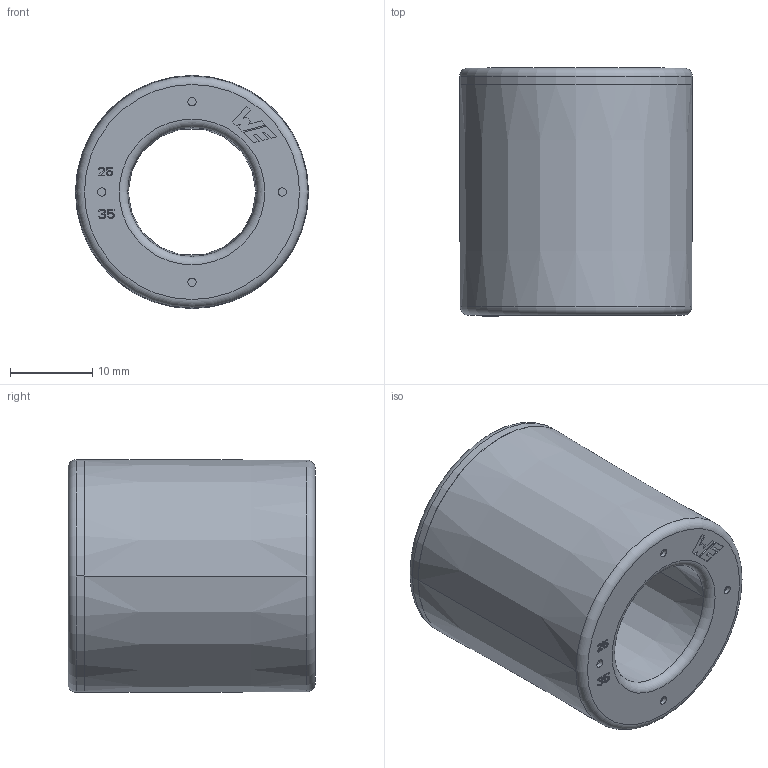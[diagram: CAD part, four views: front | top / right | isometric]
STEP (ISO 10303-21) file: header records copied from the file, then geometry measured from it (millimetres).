
FILE_DESCRIPTION(/* description */ ('Unknown'),/* implementation_level */ '2;1');
FILE_NAME(/* name */ 'After_782163151300_Rev3.0',/* time_stamp */ '2025-11-27T14:00:57+01:00',/* author */ ('Unknown'),/* organization */ ('Unknown'),/* preprocessor_version */ 'ST-DEVELOPER v19.4',/* originating_system */ 'Solid Edge',/* authorisation */ 'Unknown');
FILE_SCHEMA (('AUTOMOTIVE_DESIGN {1 0 10303 214 3 1 1}'));
Length unit declared in the file: millimetre
Products named in the file (4): After_782163151300_Rev3.0; AENA15X28X30; AENA-COVER-15X28X30; core_15,5x28,3x30
Assembly tree (3 placements, depth 2):
  After_782163151300_Rev3.0
    AENA15X28X30
    AENA-COVER-15X28X30
    core_15,5x28,3x30
Bounding box: 28.3 x 30.1 x 28.3 mm (x, y, z)
Volume: 11507.8 mm3; surface area: 14278.1 mm2
Topology: 3 solids, 3 shells, 256 faces, 692 edges, 460 vertices
Faces by surface type: plane 214, cylinder 22, cone 12, torus 8
Full cylindrical faces by diameter (mm): 18.1 x1, 25.6 x1
Entity records: 7969 total; most frequent: CARTESIAN_POINT 1394, ORIENTED_EDGE 1356, DIRECTION 1274, EDGE_CURVE 678, LINE 602, VECTOR 602, VERTEX_POINT 456, AXIS2_PLACEMENT_3D 336
